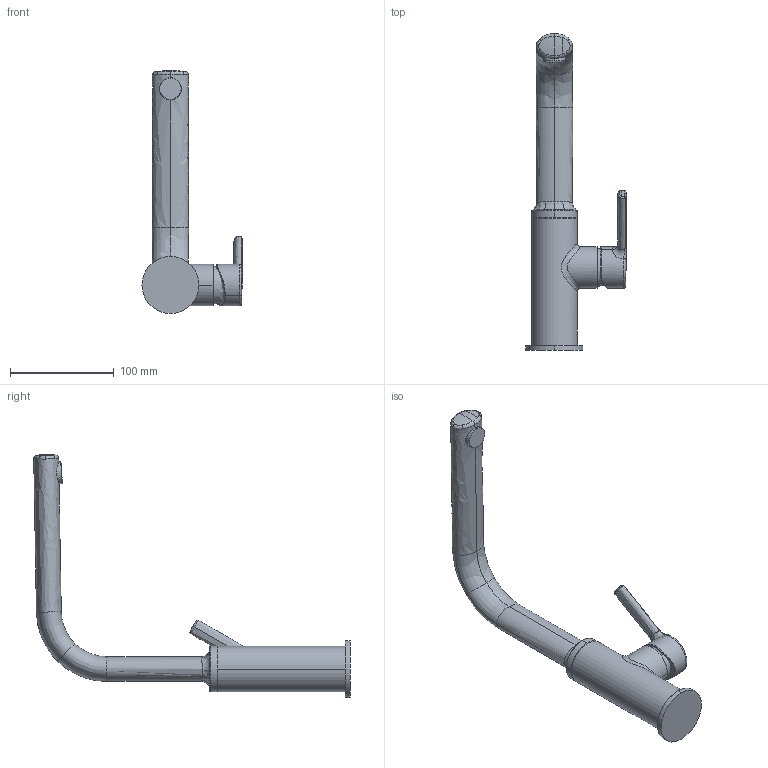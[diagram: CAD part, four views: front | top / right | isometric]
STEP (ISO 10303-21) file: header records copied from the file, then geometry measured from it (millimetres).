
FILE_DESCRIPTION (( 'STEP AP203' ), '1' );
FILE_NAME ('54902273.STEP', '2018-05-09T06:34:24', ( '' ), ( '' ), 'SwSTEP 2.0', 'SolidWorks 2016', '' );
FILE_SCHEMA (( 'CONFIG_CONTROL_DESIGN' ));
Length unit declared in the file: millimetre
Products named in the file (1): 54902273
Bounding box: 96.6 x 305.41 x 234.47 mm (x, y, z)
Volume: 515513.8 mm3; surface area: 76110.7 mm2
Topology: 6 solids, 6 shells, 105 faces, 242 edges, 149 vertices
Faces by surface type: bspline 69, cylinder 14, plane 11, torus 6, cone 5
Entity records: 8229 total; most frequent: CARTESIAN_POINT 6297, ORIENTED_EDGE 484, EDGE_CURVE 242, DIRECTION 218, VERTEX_POINT 149, B_SPLINE_CURVE_WITH_KNOTS 145, EDGE_LOOP 105, ADVANCED_FACE 105
